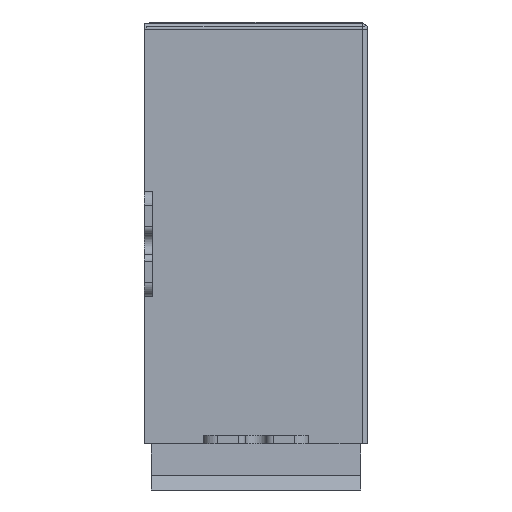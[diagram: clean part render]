
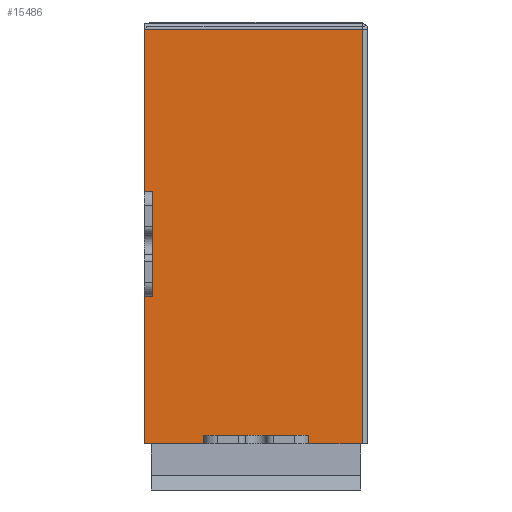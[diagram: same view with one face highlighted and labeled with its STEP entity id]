
A CAD part, front view. The second image highlights one B-rep face of the part: STEP entity #15486.
In plain terms, the highlighted planar face has unit normal (0, -1, 0).
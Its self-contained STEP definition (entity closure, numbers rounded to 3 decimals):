
#1288 = VECTOR ( 'NONE', #3226, 1000. ) ;
#1849 = EDGE_LOOP ( 'NONE', ( #10815, #10817, #10816, #10818, #10820, #10819, #10821, #10822, #10824, #10823, #10825, #10826 ) ) ;
#3225 = CARTESIAN_POINT ( 'NONE',  ( -20.3, -50.8, 38.1 ) ) ;
#3226 = DIRECTION ( 'NONE',  ( 0., 0., -1. ) ) ;
#5566 = CARTESIAN_POINT ( 'NONE',  ( -20.3, -50.8, 38.1 ) ) ;
#5567 = DIRECTION ( 'NONE',  ( 0., 0., -1. ) ) ;
#5595 = CARTESIAN_POINT ( 'NONE',  ( -20.3, -50.8, 37.1 ) ) ;
#5596 = DIRECTION ( 'NONE',  ( -1., 0., 0. ) ) ;
#5597 = CARTESIAN_POINT ( 'NONE',  ( 19.3, -50.8, 38.1 ) ) ;
#5598 = DIRECTION ( 'NONE',  ( 0., 0., -1. ) ) ;
#5599 = CARTESIAN_POINT ( 'NONE',  ( -18.8, -50.8, 7.7 ) ) ;
#5600 = DIRECTION ( 'NONE',  ( -1., 0., 0. ) ) ;
#5601 = CARTESIAN_POINT ( 'NONE',  ( -18.8, -50.8, -11.35 ) ) ;
#5602 = DIRECTION ( 'NONE',  ( 0., 0., -1. ) ) ;
#5603 = CARTESIAN_POINT ( 'NONE',  ( -18.8, -50.8, -11.35 ) ) ;
#5604 = DIRECTION ( 'NONE',  ( -1., 0., 0. ) ) ;
#5605 = CARTESIAN_POINT ( 'NONE',  ( -20.3, -50.8, -38.1 ) ) ;
#5606 = DIRECTION ( 'NONE',  ( 1., 0., 0. ) ) ;
#5607 = CARTESIAN_POINT ( 'NONE',  ( -9.525, -50.8, -36.6 ) ) ;
#5608 = DIRECTION ( 'NONE',  ( 0., 0., -1. ) ) ;
#5609 = CARTESIAN_POINT ( 'NONE',  ( 9.525, -50.8, -36.6 ) ) ;
#5610 = DIRECTION ( 'NONE',  ( 1., 0., 0. ) ) ;
#5611 = CARTESIAN_POINT ( 'NONE',  ( 9.525, -50.8, -36.6 ) ) ;
#5612 = DIRECTION ( 'NONE',  ( 0., 0., -1. ) ) ;
#5613 = CARTESIAN_POINT ( 'NONE',  ( -20.3, -50.8, -38.1 ) ) ;
#5614 = DIRECTION ( 'NONE',  ( 1., 0., 0. ) ) ;
#10815 = ORIENTED_EDGE ( 'NONE', *, *, #15215, .F. ) ;
#10816 = ORIENTED_EDGE ( 'NONE', *, *, #17307, .T. ) ;
#10817 = ORIENTED_EDGE ( 'NONE', *, *, #15214, .T. ) ;
#10818 = ORIENTED_EDGE ( 'NONE', *, *, #15216, .F. ) ;
#10819 = ORIENTED_EDGE ( 'NONE', *, *, #15218, .T. ) ;
#10820 = ORIENTED_EDGE ( 'NONE', *, *, #15217, .T. ) ;
#10821 = ORIENTED_EDGE ( 'NONE', *, *, #15202, .T. ) ;
#10822 = ORIENTED_EDGE ( 'NONE', *, *, #15219, .T. ) ;
#10823 = ORIENTED_EDGE ( 'NONE', *, *, #15221, .T. ) ;
#10824 = ORIENTED_EDGE ( 'NONE', *, *, #15220, .F. ) ;
#10825 = ORIENTED_EDGE ( 'NONE', *, *, #15222, .T. ) ;
#10826 = ORIENTED_EDGE ( 'NONE', *, *, #15223, .T. ) ;
#11052 = VERTEX_POINT ( 'NONE', #19275 ) ;
#11195 = PLANE ( 'NONE',  #11826 ) ;
#11196 = CARTESIAN_POINT ( 'NONE',  ( -20.3, -50.8, 38.1 ) ) ;
#11197 = DIRECTION ( 'NONE',  ( 0., 1., 0. ) ) ;
#11198 = DIRECTION ( 'NONE',  ( 0., 0., 1. ) ) ;
#11826 = AXIS2_PLACEMENT_3D ( 'NONE', #11196, #11197, #11198 ) ;
#12587 = FACE_OUTER_BOUND ( 'NONE', #1849, .T. ) ;
#13737 = VERTEX_POINT ( 'NONE', #21190 ) ;
#13898 = VERTEX_POINT ( 'NONE', #21272 ) ;
#13900 = VERTEX_POINT ( 'NONE', #21273 ) ;
#13902 = VERTEX_POINT ( 'NONE', #21274 ) ;
#13904 = VERTEX_POINT ( 'NONE', #21275 ) ;
#13906 = VERTEX_POINT ( 'NONE', #21276 ) ;
#13910 = VERTEX_POINT ( 'NONE', #21278 ) ;
#13914 = VERTEX_POINT ( 'NONE', #21280 ) ;
#13935 = VERTEX_POINT ( 'NONE', #21291 ) ;
#13939 = VERTEX_POINT ( 'NONE', #21293 ) ;
#13972 = VERTEX_POINT ( 'NONE', #21310 ) ;
#15202 = EDGE_CURVE ( 'NONE', #13935, #13972, #16038, .T. ) ;
#15214 = EDGE_CURVE ( 'NONE', #13914, #11052, #16045, .T. ) ;
#15215 = EDGE_CURVE ( 'NONE', #13914, #13910, #16046, .T. ) ;
#15216 = EDGE_CURVE ( 'NONE', #13902, #13737, #16047, .T. ) ;
#15217 = EDGE_CURVE ( 'NONE', #13902, #13906, #16048, .T. ) ;
#15218 = EDGE_CURVE ( 'NONE', #13906, #13935, #16049, .T. ) ;
#15219 = EDGE_CURVE ( 'NONE', #13972, #13898, #16050, .T. ) ;
#15220 = EDGE_CURVE ( 'NONE', #13939, #13898, #16051, .T. ) ;
#15221 = EDGE_CURVE ( 'NONE', #13939, #13900, #16052, .T. ) ;
#15222 = EDGE_CURVE ( 'NONE', #13900, #13904, #16053, .T. ) ;
#15223 = EDGE_CURVE ( 'NONE', #13904, #13910, #16054, .T. ) ;
#15486 = ADVANCED_FACE ( 'NONE', ( #12587 ), #11195, .F. ) ;
#16038 = LINE ( 'NONE', #5566, #17609 ) ;
#16045 = LINE ( 'NONE', #5595, #18048 ) ;
#16046 = LINE ( 'NONE', #5597, #18052 ) ;
#16047 = LINE ( 'NONE', #5599, #18051 ) ;
#16048 = LINE ( 'NONE', #5601, #18047 ) ;
#16049 = LINE ( 'NONE', #5603, #18044 ) ;
#16050 = LINE ( 'NONE', #5605, #18042 ) ;
#16051 = LINE ( 'NONE', #5607, #18050 ) ;
#16052 = LINE ( 'NONE', #5609, #18049 ) ;
#16053 = LINE ( 'NONE', #5611, #18046 ) ;
#16054 = LINE ( 'NONE', #5613, #18045 ) ;
#17307 = EDGE_CURVE ( 'NONE', #11052, #13737, #20980, .T. ) ;
#17609 = VECTOR ( 'NONE', #5567, 1000. ) ;
#18042 = VECTOR ( 'NONE', #5606, 1000. ) ;
#18044 = VECTOR ( 'NONE', #5604, 1000. ) ;
#18045 = VECTOR ( 'NONE', #5614, 1000. ) ;
#18046 = VECTOR ( 'NONE', #5612, 1000. ) ;
#18047 = VECTOR ( 'NONE', #5602, 1000. ) ;
#18048 = VECTOR ( 'NONE', #5596, 1000. ) ;
#18049 = VECTOR ( 'NONE', #5610, 1000. ) ;
#18050 = VECTOR ( 'NONE', #5608, 1000. ) ;
#18051 = VECTOR ( 'NONE', #5600, 1000. ) ;
#18052 = VECTOR ( 'NONE', #5598, 1000. ) ;
#19275 = CARTESIAN_POINT ( 'NONE',  ( -20.3, -50.8, 37.1 ) ) ;
#20980 = LINE ( 'NONE', #3225, #1288 ) ;
#21190 = CARTESIAN_POINT ( 'NONE',  ( -20.3, -50.8, 7.7 ) ) ;
#21272 = CARTESIAN_POINT ( 'NONE',  ( -9.525, -50.8, -38.1 ) ) ;
#21273 = CARTESIAN_POINT ( 'NONE',  ( 9.525, -50.8, -36.6 ) ) ;
#21274 = CARTESIAN_POINT ( 'NONE',  ( -18.8, -50.8, 7.7 ) ) ;
#21275 = CARTESIAN_POINT ( 'NONE',  ( 9.525, -50.8, -38.1 ) ) ;
#21276 = CARTESIAN_POINT ( 'NONE',  ( -18.8, -50.8, -11.35 ) ) ;
#21278 = CARTESIAN_POINT ( 'NONE',  ( 19.3, -50.8, -38.1 ) ) ;
#21280 = CARTESIAN_POINT ( 'NONE',  ( 19.3, -50.8, 37.1 ) ) ;
#21291 = CARTESIAN_POINT ( 'NONE',  ( -20.3, -50.8, -11.35 ) ) ;
#21293 = CARTESIAN_POINT ( 'NONE',  ( -9.525, -50.8, -36.6 ) ) ;
#21310 = CARTESIAN_POINT ( 'NONE',  ( -20.3, -50.8, -38.1 ) ) ;
